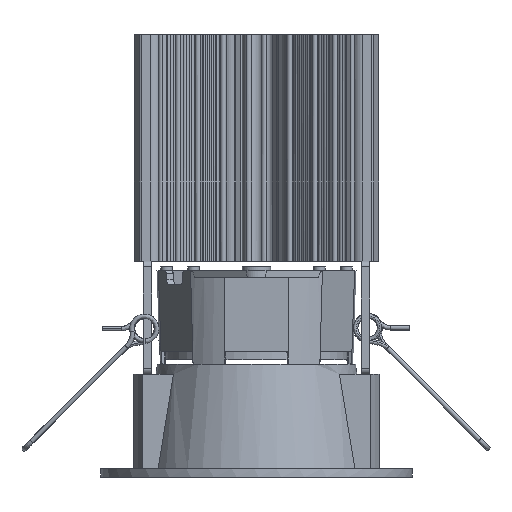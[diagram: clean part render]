
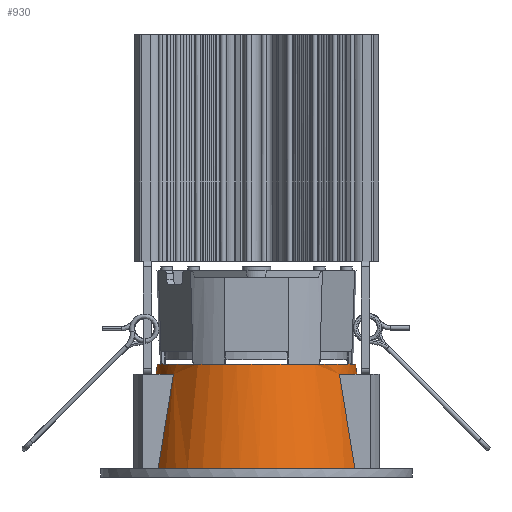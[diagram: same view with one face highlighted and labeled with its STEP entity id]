
A CAD part, front view. The second image highlights one B-rep face of the part: STEP entity #930.
In plain terms, the highlighted free-form (B-spline) face has degree [2, 1] with [5, 2] control points.
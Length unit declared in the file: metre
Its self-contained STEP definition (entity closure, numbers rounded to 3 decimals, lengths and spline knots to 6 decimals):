
#930=ADVANCED_FACE('',(#1867),#16308,.T.);
#1867=FACE_OUTER_BOUND('',#2816,.T.);
#2816=EDGE_LOOP('',(#7997,#7998,#7999,#8000,#8001,#8002,#8003,#8004));
#7997=ORIENTED_EDGE('',*,*,#10737,.T.);
#7998=ORIENTED_EDGE('',*,*,#10738,.T.);
#7999=ORIENTED_EDGE('',*,*,#10733,.T.);
#8000=ORIENTED_EDGE('',*,*,#10749,.T.);
#8001=ORIENTED_EDGE('',*,*,#10734,.F.);
#8002=ORIENTED_EDGE('',*,*,#10801,.T.);
#8003=ORIENTED_EDGE('',*,*,#10735,.T.);
#8004=ORIENTED_EDGE('',*,*,#10819,.F.);
#10733=EDGE_CURVE('',#15296,#15297,#13493,.T.);
#10734=EDGE_CURVE('',#15277,#15278,#13494,.T.);
#10735=EDGE_CURVE('',#15298,#15337,#13495,.T.);
#10737=EDGE_CURVE('',#15300,#15299,#13497,.T.);
#10738=EDGE_CURVE('',#15299,#15296,#12160,.T.);
#10749=EDGE_CURVE('',#15297,#15278,#13506,.T.);
#10801=EDGE_CURVE('',#15277,#15298,#13521,.T.);
#10819=EDGE_CURVE('',#15300,#15337,#12205,.T.);
#12160=B_SPLINE_CURVE_WITH_KNOTS('',1,(#37854,#37855),.UNSPECIFIED.,.F.,
 .F.,(2,2),(0.003079,0.004896),.UNSPECIFIED.);
#12205=B_SPLINE_CURVE_WITH_KNOTS('',1,(#38076,#38077),.UNSPECIFIED.,.F.,
 .F.,(2,2),(0.003079,0.004896),.UNSPECIFIED.);
#13493=(
BOUNDED_CURVE()
B_SPLINE_CURVE(2,(#37833,#37834,#37835),.UNSPECIFIED.,.F.,.F.)
B_SPLINE_CURVE_WITH_KNOTS((3,3),(0.010622,0.021244),
 .UNSPECIFIED.)
CURVE()
GEOMETRIC_REPRESENTATION_ITEM()
RATIONAL_B_SPLINE_CURVE((1.,0.956,1.))
REPRESENTATION_ITEM('')
);
#13494=(
BOUNDED_CURVE()
B_SPLINE_CURVE(2,(#37836,#37837,#37838,#37839,#37840),.UNSPECIFIED.,.F.,
 .F.)
B_SPLINE_CURVE_WITH_KNOTS((3,2,3),(0.,0.021038,0.042076),
 .UNSPECIFIED.)
CURVE()
GEOMETRIC_REPRESENTATION_ITEM()
RATIONAL_B_SPLINE_CURVE((1.,0.866,1.,0.866,1.))
REPRESENTATION_ITEM('')
);
#13495=(
BOUNDED_CURVE()
B_SPLINE_CURVE(2,(#37841,#37842,#37843),.UNSPECIFIED.,.F.,.F.)
B_SPLINE_CURVE_WITH_KNOTS((3,3),(0.,0.010622),.UNSPECIFIED.)
CURVE()
GEOMETRIC_REPRESENTATION_ITEM()
RATIONAL_B_SPLINE_CURVE((1.,0.956,1.))
REPRESENTATION_ITEM('')
);
#13497=(
BOUNDED_CURVE()
B_SPLINE_CURVE(2,(#37849,#37850,#37851,#37852,#37853),.UNSPECIFIED.,.F.,
 .F.)
B_SPLINE_CURVE_WITH_KNOTS((3,2,3),(0.055022,0.082533,
0.110044),.UNSPECIFIED.)
CURVE()
GEOMETRIC_REPRESENTATION_ITEM()
RATIONAL_B_SPLINE_CURVE((1.,0.707,1.,0.707,1.))
REPRESENTATION_ITEM('')
);
#13506=(
BOUNDED_CURVE()
B_SPLINE_CURVE(2,(#37900,#37901,#37902),.UNSPECIFIED.,.F.,.F.)
B_SPLINE_CURVE_WITH_KNOTS((3,3),(0.310784,1.9852),
 .UNSPECIFIED.)
CURVE()
GEOMETRIC_REPRESENTATION_ITEM()
RATIONAL_B_SPLINE_CURVE((1.,1.003,1.))
REPRESENTATION_ITEM('')
);
#13521=(
BOUNDED_CURVE()
B_SPLINE_CURVE(2,(#38019,#38020,#38021),.UNSPECIFIED.,.F.,.F.)
B_SPLINE_CURVE_WITH_KNOTS((3,3),(-1.9852,-0.310784),
 .UNSPECIFIED.)
CURVE()
GEOMETRIC_REPRESENTATION_ITEM()
RATIONAL_B_SPLINE_CURVE((1.,1.003,1.))
REPRESENTATION_ITEM('')
);
#15277=VERTEX_POINT('',#37704);
#15278=VERTEX_POINT('',#37705);
#15296=VERTEX_POINT('',#37723);
#15297=VERTEX_POINT('',#37724);
#15298=VERTEX_POINT('',#37725);
#15299=VERTEX_POINT('',#37726);
#15300=VERTEX_POINT('',#37727);
#15337=VERTEX_POINT('',#37764);
#16308=(
BOUNDED_SURFACE()
B_SPLINE_SURFACE(2,1,((#37657,#37658),(#37659,#37660),(#37661,#37662),(#37663,
#37664),(#37665,#37666)),.UNSPECIFIED.,.F.,.F.,.F.)
B_SPLINE_SURFACE_WITH_KNOTS((3,2,3),(2,2),(0.064331,0.096497,
0.128662),(0.,0.024831),.UNSPECIFIED.)
GEOMETRIC_REPRESENTATION_ITEM()
RATIONAL_B_SPLINE_SURFACE(((1.,1.),(0.707,0.707),
(1.,1.),(0.707,0.707),(1.,1.)))
REPRESENTATION_ITEM('')
SURFACE()
);
#37657=CARTESIAN_POINT('',(0.015807,-0.000034,-0.12495));
#37658=CARTESIAN_POINT('',(0.01919,-0.000034,-0.14955));
#37659=CARTESIAN_POINT('',(0.015807,-0.017129,-0.12495));
#37660=CARTESIAN_POINT('',(0.01919,-0.020511,-0.14955));
#37661=CARTESIAN_POINT('',(-0.001288,-0.017129,-0.12495));
#37662=CARTESIAN_POINT('',(-0.001288,-0.020511,-0.14955));
#37663=CARTESIAN_POINT('',(-0.018382,-0.017129,-0.12495));
#37664=CARTESIAN_POINT('',(-0.021765,-0.020511,-0.14955));
#37665=CARTESIAN_POINT('',(-0.018382,-0.000034,-0.12495));
#37666=CARTESIAN_POINT('',(-0.021765,-0.000034,-0.14955));
#37704=CARTESIAN_POINT('',(0.0161,-0.010034,-0.1465));
#37705=CARTESIAN_POINT('',(-0.018675,-0.010034,-0.1465));
#37723=CARTESIAN_POINT('',(-0.019049,-0.000034,-0.1298));
#37724=CARTESIAN_POINT('',(-0.015967,-0.010034,-0.1298));
#37725=CARTESIAN_POINT('',(0.013391,-0.010034,-0.1298));
#37726=CARTESIAN_POINT('',(-0.018802,-0.000034,-0.128));
#37727=CARTESIAN_POINT('',(0.016226,-0.000034,-0.128));
#37764=CARTESIAN_POINT('',(0.016474,-0.000034,-0.1298));
#37833=CARTESIAN_POINT('',(-0.019049,-0.000034,-0.1298));
#37834=CARTESIAN_POINT('',(-0.019049,-0.005509,-0.1298));
#37835=CARTESIAN_POINT('',(-0.015967,-0.010034,-0.1298));
#37836=CARTESIAN_POINT('',(0.0161,-0.010034,-0.1465));
#37837=CARTESIAN_POINT('',(0.010315,-0.020092,-0.1465));
#37838=CARTESIAN_POINT('',(-0.001288,-0.020092,-0.1465));
#37839=CARTESIAN_POINT('',(-0.01289,-0.020092,-0.1465));
#37840=CARTESIAN_POINT('',(-0.018675,-0.010034,-0.1465));
#37841=CARTESIAN_POINT('',(0.013391,-0.010034,-0.1298));
#37842=CARTESIAN_POINT('',(0.016474,-0.005509,-0.1298));
#37843=CARTESIAN_POINT('',(0.016474,-0.000034,-0.1298));
#37849=CARTESIAN_POINT('',(0.016226,-0.000034,-0.128));
#37850=CARTESIAN_POINT('',(0.016226,-0.017548,-0.128));
#37851=CARTESIAN_POINT('',(-0.001288,-0.017548,-0.128));
#37852=CARTESIAN_POINT('',(-0.018802,-0.017548,-0.128));
#37853=CARTESIAN_POINT('',(-0.018802,-0.000034,-0.128));
#37854=CARTESIAN_POINT('',(-0.018802,-0.000034,-0.128));
#37855=CARTESIAN_POINT('',(-0.019049,-0.000034,-0.1298));
#37900=CARTESIAN_POINT('',(-0.015967,-0.010034,-0.1298));
#37901=CARTESIAN_POINT('',(-0.017239,-0.010034,-0.137445));
#37902=CARTESIAN_POINT('',(-0.018675,-0.010034,-0.1465));
#38019=CARTESIAN_POINT('',(0.0161,-0.010034,-0.1465));
#38020=CARTESIAN_POINT('',(0.014663,-0.010034,-0.137445));
#38021=CARTESIAN_POINT('',(0.013391,-0.010034,-0.1298));
#38076=CARTESIAN_POINT('',(0.016226,-0.000034,-0.128));
#38077=CARTESIAN_POINT('',(0.016474,-0.000034,-0.1298));
